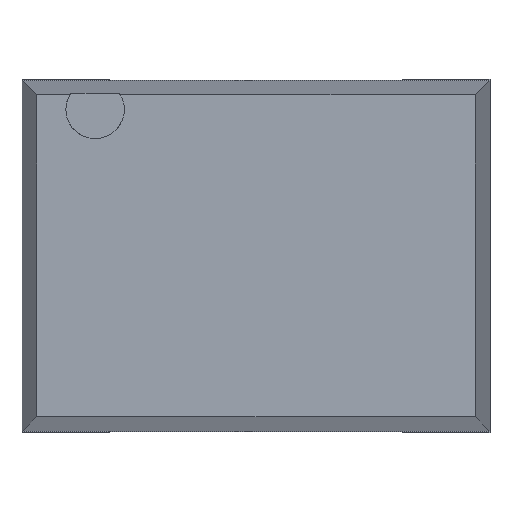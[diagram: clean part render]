
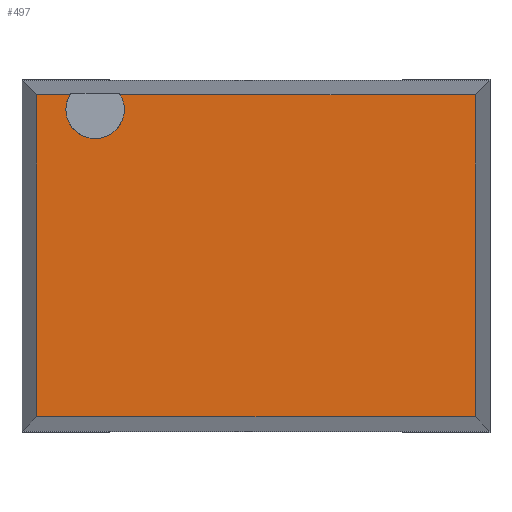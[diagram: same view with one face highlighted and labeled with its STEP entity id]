
A CAD part, top view. The second image highlights one B-rep face of the part: STEP entity #497.
In plain terms, the highlighted planar face has unit normal (0, 0, 1).
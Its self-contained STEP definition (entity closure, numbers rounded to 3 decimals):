
#145 = PLANE('',#146);
#146 = AXIS2_PLACEMENT_3D('',#147,#148,#149);
#147 = CARTESIAN_POINT('',(-0.775,-0.6,0.336));
#148 = DIRECTION('',(0.995,0.,-0.095)
  );
#149 = DIRECTION('',(0.,1.,0.));
#226 = PLANE('',#227);
#227 = AXIS2_PLACEMENT_3D('',#228,#229,#230);
#228 = CARTESIAN_POINT('',(-0.8,-0.575,0.336));
#229 = DIRECTION('',(0.,0.995,-0.095
    ));
#230 = DIRECTION('',(-1.,0.,0.));
#242 = VERTEX_POINT('',#243);
#243 = CARTESIAN_POINT('',(-0.75,-0.55,0.598));
#266 = VERTEX_POINT('',#267);
#267 = CARTESIAN_POINT('',(-0.75,0.55,0.598));
#281 = PLANE('',#282);
#282 = AXIS2_PLACEMENT_3D('',#283,#284,#285);
#283 = CARTESIAN_POINT('',(-0.8,0.575,0.336));
#284 = DIRECTION('',(0.,0.995,0.095)
  );
#285 = DIRECTION('',(-1.,0.,0.));
#293 = EDGE_CURVE('',#242,#266,#294,.T.);
#294 = SURFACE_CURVE('',#295,(#299,#306),.PCURVE_S1.);
#295 = LINE('',#296,#297);
#296 = CARTESIAN_POINT('',(-0.75,-0.6,0.598));
#297 = VECTOR('',#298,1.);
#298 = DIRECTION('',(0.,1.,0.));
#299 = PCURVE('',#145,#300);
#300 = DEFINITIONAL_REPRESENTATION('',(#301),#305);
#301 = LINE('',#302,#303);
#302 = CARTESIAN_POINT('',(0.,0.264));
#303 = VECTOR('',#304,1.);
#304 = DIRECTION('',(1.,0.));
#305 = ( GEOMETRIC_REPRESENTATION_CONTEXT(2) 
PARAMETRIC_REPRESENTATION_CONTEXT() REPRESENTATION_CONTEXT('2D SPACE',''
  ) );
#306 = PCURVE('',#307,#312);
#307 = PLANE('',#308);
#308 = AXIS2_PLACEMENT_3D('',#309,#310,#311);
#309 = CARTESIAN_POINT('',(-0.8,-0.6,0.598));
#310 = DIRECTION('',(0.,0.,1.));
#311 = DIRECTION('',(1.,0.,0.));
#312 = DEFINITIONAL_REPRESENTATION('',(#313),#317);
#313 = LINE('',#314,#315);
#314 = CARTESIAN_POINT('',(0.05,0.));
#315 = VECTOR('',#316,1.);
#316 = DIRECTION('',(0.,1.));
#317 = ( GEOMETRIC_REPRESENTATION_CONTEXT(2) 
PARAMETRIC_REPRESENTATION_CONTEXT() REPRESENTATION_CONTEXT('2D SPACE',''
  ) );
#437 = PLANE('',#438);
#438 = AXIS2_PLACEMENT_3D('',#439,#440,#441);
#439 = CARTESIAN_POINT('',(0.775,-0.6,0.336));
#440 = DIRECTION('',(0.995,0.,0.095)
  );
#441 = DIRECTION('',(0.,1.,0.));
#455 = VERTEX_POINT('',#456);
#456 = CARTESIAN_POINT('',(0.75,-0.55,0.598));
#477 = EDGE_CURVE('',#242,#455,#478,.T.);
#478 = SURFACE_CURVE('',#479,(#483,#490),.PCURVE_S1.);
#479 = LINE('',#480,#481);
#480 = CARTESIAN_POINT('',(-0.8,-0.55,0.598));
#481 = VECTOR('',#482,1.);
#482 = DIRECTION('',(1.,0.,0.));
#483 = PCURVE('',#226,#484);
#484 = DEFINITIONAL_REPRESENTATION('',(#485),#489);
#485 = LINE('',#486,#487);
#486 = CARTESIAN_POINT('',(-0.,0.264));
#487 = VECTOR('',#488,1.);
#488 = DIRECTION('',(-1.,0.));
#489 = ( GEOMETRIC_REPRESENTATION_CONTEXT(2) 
PARAMETRIC_REPRESENTATION_CONTEXT() REPRESENTATION_CONTEXT('2D SPACE',''
  ) );
#490 = PCURVE('',#307,#491);
#491 = DEFINITIONAL_REPRESENTATION('',(#492),#496);
#492 = LINE('',#493,#494);
#493 = CARTESIAN_POINT('',(0.,0.05));
#494 = VECTOR('',#495,1.);
#495 = DIRECTION('',(1.,0.));
#496 = ( GEOMETRIC_REPRESENTATION_CONTEXT(2) 
PARAMETRIC_REPRESENTATION_CONTEXT() REPRESENTATION_CONTEXT('2D SPACE',''
  ) );
#497 = ADVANCED_FACE('',(#498),#307,.T.);
#498 = FACE_BOUND('',#499,.T.);
#499 = EDGE_LOOP('',(#500,#501,#502,#525,#548,#577,#606));
#500 = ORIENTED_EDGE('',*,*,#293,.F.);
#501 = ORIENTED_EDGE('',*,*,#477,.T.);
#502 = ORIENTED_EDGE('',*,*,#503,.T.);
#503 = EDGE_CURVE('',#455,#504,#506,.T.);
#504 = VERTEX_POINT('',#505);
#505 = CARTESIAN_POINT('',(0.75,0.55,0.598));
#506 = SURFACE_CURVE('',#507,(#511,#518),.PCURVE_S1.);
#507 = LINE('',#508,#509);
#508 = CARTESIAN_POINT('',(0.75,-0.6,0.598));
#509 = VECTOR('',#510,1.);
#510 = DIRECTION('',(0.,1.,0.));
#511 = PCURVE('',#307,#512);
#512 = DEFINITIONAL_REPRESENTATION('',(#513),#517);
#513 = LINE('',#514,#515);
#514 = CARTESIAN_POINT('',(1.55,0.));
#515 = VECTOR('',#516,1.);
#516 = DIRECTION('',(0.,1.));
#517 = ( GEOMETRIC_REPRESENTATION_CONTEXT(2) 
PARAMETRIC_REPRESENTATION_CONTEXT() REPRESENTATION_CONTEXT('2D SPACE',''
  ) );
#518 = PCURVE('',#437,#519);
#519 = DEFINITIONAL_REPRESENTATION('',(#520),#524);
#520 = LINE('',#521,#522);
#521 = CARTESIAN_POINT('',(0.,0.264));
#522 = VECTOR('',#523,1.);
#523 = DIRECTION('',(1.,0.));
#524 = ( GEOMETRIC_REPRESENTATION_CONTEXT(2) 
PARAMETRIC_REPRESENTATION_CONTEXT() REPRESENTATION_CONTEXT('2D SPACE',''
  ) );
#525 = ORIENTED_EDGE('',*,*,#526,.F.);
#526 = EDGE_CURVE('',#527,#504,#529,.T.);
#527 = VERTEX_POINT('',#528);
#528 = CARTESIAN_POINT('',(-0.463,0.55,0.598));
#529 = SURFACE_CURVE('',#530,(#534,#541),.PCURVE_S1.);
#530 = LINE('',#531,#532);
#531 = CARTESIAN_POINT('',(-0.8,0.55,0.598));
#532 = VECTOR('',#533,1.);
#533 = DIRECTION('',(1.,0.,0.));
#534 = PCURVE('',#307,#535);
#535 = DEFINITIONAL_REPRESENTATION('',(#536),#540);
#536 = LINE('',#537,#538);
#537 = CARTESIAN_POINT('',(0.,1.15));
#538 = VECTOR('',#539,1.);
#539 = DIRECTION('',(1.,0.));
#540 = ( GEOMETRIC_REPRESENTATION_CONTEXT(2) 
PARAMETRIC_REPRESENTATION_CONTEXT() REPRESENTATION_CONTEXT('2D SPACE',''
  ) );
#541 = PCURVE('',#281,#542);
#542 = DEFINITIONAL_REPRESENTATION('',(#543),#547);
#543 = LINE('',#544,#545);
#544 = CARTESIAN_POINT('',(-0.,0.264));
#545 = VECTOR('',#546,1.);
#546 = DIRECTION('',(-1.,0.));
#547 = ( GEOMETRIC_REPRESENTATION_CONTEXT(2) 
PARAMETRIC_REPRESENTATION_CONTEXT() REPRESENTATION_CONTEXT('2D SPACE',''
  ) );
#548 = ORIENTED_EDGE('',*,*,#549,.F.);
#549 = EDGE_CURVE('',#550,#527,#552,.T.);
#550 = VERTEX_POINT('',#551);
#551 = CARTESIAN_POINT('',(-0.45,0.5,0.598));
#552 = SURFACE_CURVE('',#553,(#558,#565),.PCURVE_S1.);
#553 = CIRCLE('',#554,0.1);
#554 = AXIS2_PLACEMENT_3D('',#555,#556,#557);
#555 = CARTESIAN_POINT('',(-0.55,0.5,0.598));
#556 = DIRECTION('',(0.,0.,1.));
#557 = DIRECTION('',(1.,0.,-0.));
#558 = PCURVE('',#307,#559);
#559 = DEFINITIONAL_REPRESENTATION('',(#560),#564);
#560 = CIRCLE('',#561,0.1);
#561 = AXIS2_PLACEMENT_2D('',#562,#563);
#562 = CARTESIAN_POINT('',(0.25,1.1));
#563 = DIRECTION('',(1.,0.));
#564 = ( GEOMETRIC_REPRESENTATION_CONTEXT(2) 
PARAMETRIC_REPRESENTATION_CONTEXT() REPRESENTATION_CONTEXT('2D SPACE',''
  ) );
#565 = PCURVE('',#566,#571);
#566 = CYLINDRICAL_SURFACE('',#567,0.1);
#567 = AXIS2_PLACEMENT_3D('',#568,#569,#570);
#568 = CARTESIAN_POINT('',(-0.55,0.5,0.54));
#569 = DIRECTION('',(0.,0.,1.));
#570 = DIRECTION('',(1.,0.,0.));
#571 = DEFINITIONAL_REPRESENTATION('',(#572),#576);
#572 = LINE('',#573,#574);
#573 = CARTESIAN_POINT('',(0.,0.058));
#574 = VECTOR('',#575,1.);
#575 = DIRECTION('',(1.,0.));
#576 = ( GEOMETRIC_REPRESENTATION_CONTEXT(2) 
PARAMETRIC_REPRESENTATION_CONTEXT() REPRESENTATION_CONTEXT('2D SPACE',''
  ) );
#577 = ORIENTED_EDGE('',*,*,#578,.F.);
#578 = EDGE_CURVE('',#579,#550,#581,.T.);
#579 = VERTEX_POINT('',#580);
#580 = CARTESIAN_POINT('',(-0.637,0.55,0.598));
#581 = SURFACE_CURVE('',#582,(#587,#594),.PCURVE_S1.);
#582 = CIRCLE('',#583,0.1);
#583 = AXIS2_PLACEMENT_3D('',#584,#585,#586);
#584 = CARTESIAN_POINT('',(-0.55,0.5,0.598));
#585 = DIRECTION('',(0.,0.,1.));
#586 = DIRECTION('',(1.,0.,-0.));
#587 = PCURVE('',#307,#588);
#588 = DEFINITIONAL_REPRESENTATION('',(#589),#593);
#589 = CIRCLE('',#590,0.1);
#590 = AXIS2_PLACEMENT_2D('',#591,#592);
#591 = CARTESIAN_POINT('',(0.25,1.1));
#592 = DIRECTION('',(1.,0.));
#593 = ( GEOMETRIC_REPRESENTATION_CONTEXT(2) 
PARAMETRIC_REPRESENTATION_CONTEXT() REPRESENTATION_CONTEXT('2D SPACE',''
  ) );
#594 = PCURVE('',#595,#600);
#595 = CYLINDRICAL_SURFACE('',#596,0.1);
#596 = AXIS2_PLACEMENT_3D('',#597,#598,#599);
#597 = CARTESIAN_POINT('',(-0.55,0.5,0.54));
#598 = DIRECTION('',(0.,0.,1.));
#599 = DIRECTION('',(1.,0.,0.));
#600 = DEFINITIONAL_REPRESENTATION('',(#601),#605);
#601 = LINE('',#602,#603);
#602 = CARTESIAN_POINT('',(0.,0.058));
#603 = VECTOR('',#604,1.);
#604 = DIRECTION('',(1.,0.));
#605 = ( GEOMETRIC_REPRESENTATION_CONTEXT(2) 
PARAMETRIC_REPRESENTATION_CONTEXT() REPRESENTATION_CONTEXT('2D SPACE',''
  ) );
#606 = ORIENTED_EDGE('',*,*,#607,.F.);
#607 = EDGE_CURVE('',#266,#579,#608,.T.);
#608 = SURFACE_CURVE('',#609,(#613,#620),.PCURVE_S1.);
#609 = LINE('',#610,#611);
#610 = CARTESIAN_POINT('',(-0.8,0.55,0.598));
#611 = VECTOR('',#612,1.);
#612 = DIRECTION('',(1.,0.,0.));
#613 = PCURVE('',#307,#614);
#614 = DEFINITIONAL_REPRESENTATION('',(#615),#619);
#615 = LINE('',#616,#617);
#616 = CARTESIAN_POINT('',(0.,1.15));
#617 = VECTOR('',#618,1.);
#618 = DIRECTION('',(1.,0.));
#619 = ( GEOMETRIC_REPRESENTATION_CONTEXT(2) 
PARAMETRIC_REPRESENTATION_CONTEXT() REPRESENTATION_CONTEXT('2D SPACE',''
  ) );
#620 = PCURVE('',#281,#621);
#621 = DEFINITIONAL_REPRESENTATION('',(#622),#626);
#622 = LINE('',#623,#624);
#623 = CARTESIAN_POINT('',(-0.,0.264));
#624 = VECTOR('',#625,1.);
#625 = DIRECTION('',(-1.,0.));
#626 = ( GEOMETRIC_REPRESENTATION_CONTEXT(2) 
PARAMETRIC_REPRESENTATION_CONTEXT() REPRESENTATION_CONTEXT('2D SPACE',''
  ) );
